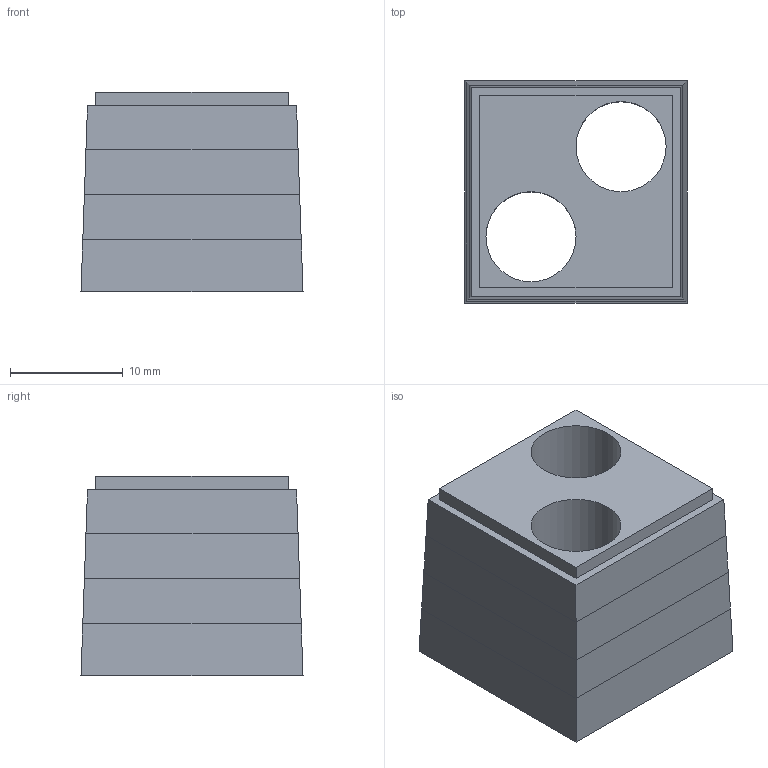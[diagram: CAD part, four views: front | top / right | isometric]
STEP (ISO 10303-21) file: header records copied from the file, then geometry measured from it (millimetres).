
FILE_DESCRIPTION(/* description */ (''),/* implementation_level */ '2;1');
FILE_NAME(/* name */ '28691.4_KDS-DE_2x8.stp',/* time_stamp */ '2018-04-17T08:25:43+02:00',/* author */ (''),/* organization */ (''),/* preprocessor_version */ 'ST-DEVELOPER v16',/* originating_system */ 'SIEMENS PLM Software NX 10.0',/* authorisation */ '');
FILE_SCHEMA (('AP203_CONFIGURATION_CONTROLLED_3D_DESIGN_OF_MECHANICAL_PARTS_AND_ASSEMBLIES_MIM_LF { 1 0 10303 403 2 1 2}'));
Length unit declared in the file: millimetre
Products named in the file (1): 28691.4_KDS-DE_2x8
Bounding box: 19.71 x 19.71 x 17.7 mm (x, y, z)
Volume: 4605.3 mm3; surface area: 2783 mm2
Topology: 1 solids, 1 shells, 56 faces, 132 edges, 86 vertices
Faces by surface type: plane 40, extrusion 12, cylinder 4
Full cylindrical faces by diameter (mm): 5 x2, 8 x2
Entity records: 2008 total; most frequent: CARTESIAN_POINT 727, ORIENTED_EDGE 256, DIRECTION 186, EDGE_CURVE 128, VERTEX_POINT 86, VECTOR 80, EDGE_LOOP 72, LINE 68
